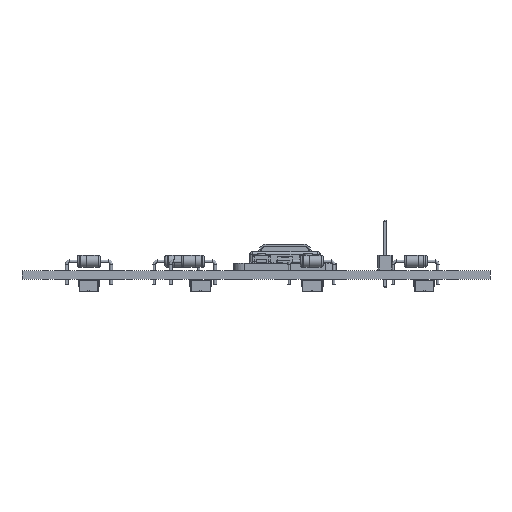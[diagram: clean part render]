
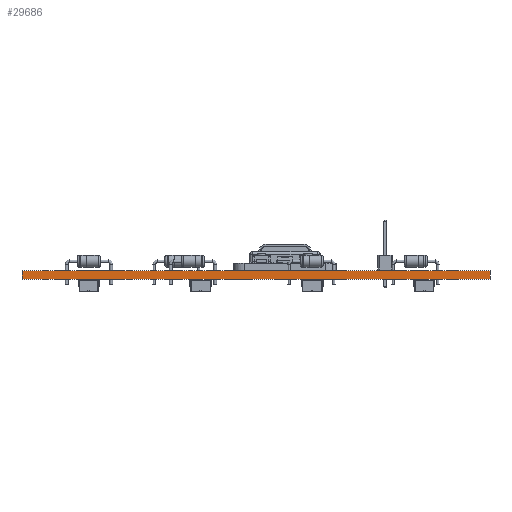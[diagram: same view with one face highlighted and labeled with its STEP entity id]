
A CAD part, front view. The second image highlights one B-rep face of the part: STEP entity #29686.
In plain terms, the highlighted planar face has unit normal (0, -1, 0).
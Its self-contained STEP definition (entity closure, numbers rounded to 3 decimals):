
#29686 = ADVANCED_FACE('',(#29687),#29721,.T.);
#29687 = FACE_BOUND('',#29688,.T.);
#29688 = EDGE_LOOP('',(#29689,#29699,#29707,#29715));
#29689 = ORIENTED_EDGE('',*,*,#29690,.T.);
#29690 = EDGE_CURVE('',#29691,#29693,#29695,.T.);
#29691 = VERTEX_POINT('',#29692);
#29692 = CARTESIAN_POINT('',(163.83,-138.43,0.));
#29693 = VERTEX_POINT('',#29694);
#29694 = CARTESIAN_POINT('',(163.83,-138.43,1.51));
#29695 = LINE('',#29696,#29697);
#29696 = CARTESIAN_POINT('',(163.83,-138.43,0.));
#29697 = VECTOR('',#29698,1.);
#29698 = DIRECTION('',(0.,0.,1.));
#29699 = ORIENTED_EDGE('',*,*,#29700,.T.);
#29700 = EDGE_CURVE('',#29693,#29701,#29703,.T.);
#29701 = VERTEX_POINT('',#29702);
#29702 = CARTESIAN_POINT('',(83.82,-138.43,1.51));
#29703 = LINE('',#29704,#29705);
#29704 = CARTESIAN_POINT('',(163.83,-138.43,1.51));
#29705 = VECTOR('',#29706,1.);
#29706 = DIRECTION('',(-1.,0.,0.));
#29707 = ORIENTED_EDGE('',*,*,#29708,.F.);
#29708 = EDGE_CURVE('',#29709,#29701,#29711,.T.);
#29709 = VERTEX_POINT('',#29710);
#29710 = CARTESIAN_POINT('',(83.82,-138.43,0.));
#29711 = LINE('',#29712,#29713);
#29712 = CARTESIAN_POINT('',(83.82,-138.43,0.));
#29713 = VECTOR('',#29714,1.);
#29714 = DIRECTION('',(0.,0.,1.));
#29715 = ORIENTED_EDGE('',*,*,#29716,.F.);
#29716 = EDGE_CURVE('',#29691,#29709,#29717,.T.);
#29717 = LINE('',#29718,#29719);
#29718 = CARTESIAN_POINT('',(163.83,-138.43,0.));
#29719 = VECTOR('',#29720,1.);
#29720 = DIRECTION('',(-1.,0.,0.));
#29721 = PLANE('',#29722);
#29722 = AXIS2_PLACEMENT_3D('',#29723,#29724,#29725);
#29723 = CARTESIAN_POINT('',(163.83,-138.43,0.));
#29724 = DIRECTION('',(0.,-1.,0.));
#29725 = DIRECTION('',(-1.,0.,0.));
